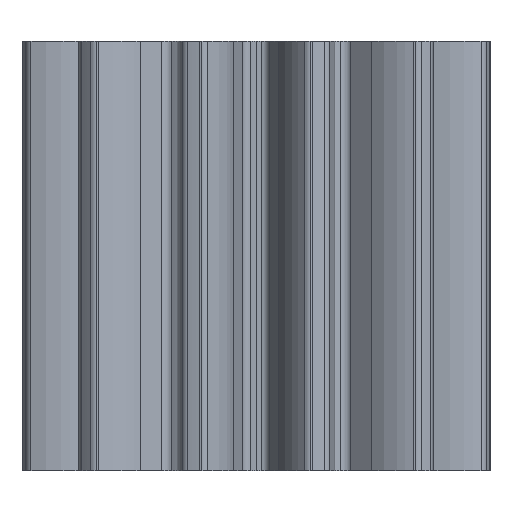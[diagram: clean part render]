
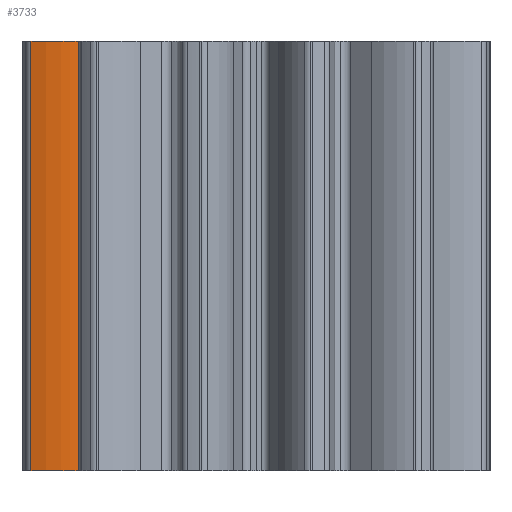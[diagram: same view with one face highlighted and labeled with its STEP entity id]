
A CAD part, left-side view. The second image highlights one B-rep face of the part: STEP entity #3733.
In plain terms, the highlighted free-form (B-spline) face has degree [3, 1] with [5, 2] control points.
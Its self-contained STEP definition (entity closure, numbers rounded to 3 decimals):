
#160 = VERTEX_POINT ( 'NONE', #2707 ) ;
#162 = ORIENTED_EDGE ( 'NONE', *, *, #4436, .F. ) ;
#284 = EDGE_LOOP ( 'NONE', ( #547, #546, #162, #545 ) ) ;
#545 = ORIENTED_EDGE ( 'NONE', *, *, #4441, .T. ) ;
#546 = ORIENTED_EDGE ( 'NONE', *, *, #4432, .F. ) ;
#547 = ORIENTED_EDGE ( 'NONE', *, *, #4437, .T. ) ;
#903 = CARTESIAN_POINT ( 'NONE',  ( -0.862, 2.62, 5. ) ) ;
#904 = CARTESIAN_POINT ( 'NONE',  ( -0.862, 2.62, 0. ) ) ;
#905 = CARTESIAN_POINT ( 'NONE',  ( -0.89, 2.535, 5. ) ) ;
#906 = CARTESIAN_POINT ( 'NONE',  ( -0.89, 2.535, 0. ) ) ;
#907 = CARTESIAN_POINT ( 'NONE',  ( -0.927, 2.351, 5. ) ) ;
#908 = CARTESIAN_POINT ( 'NONE',  ( -0.927, 2.351, 0. ) ) ;
#909 = CARTESIAN_POINT ( 'NONE',  ( -0.913, 2.164, 5. ) ) ;
#910 = CARTESIAN_POINT ( 'NONE',  ( -0.913, 2.164, 0. ) ) ;
#911 = CARTESIAN_POINT ( 'NONE',  ( -0.894, 2.07, 5. ) ) ;
#912 = CARTESIAN_POINT ( 'NONE',  ( -0.894, 2.07, 0. ) ) ;
#2707 = CARTESIAN_POINT ( 'NONE',  ( -0.894, 2.07, 5. ) ) ;
#3256 = CARTESIAN_POINT ( 'NONE',  ( -0.894, 2.07, 0. ) ) ;
#3257 = CARTESIAN_POINT ( 'NONE',  ( -0.862, 2.62, 5. ) ) ;
#3258 = CARTESIAN_POINT ( 'NONE',  ( -0.862, 2.62, 0. ) ) ;
#3443 = LINE ( 'NONE', #3444, #3600 ) ;
#3444 = CARTESIAN_POINT ( 'NONE',  ( -0.894, 2.07, 5. ) ) ;
#3445 = DIRECTION ( 'NONE',  ( 0., 0., -1. ) ) ;
#3451 = CARTESIAN_POINT ( 'NONE',  ( -0.862, 2.62, 5. ) ) ;
#3455 = CARTESIAN_POINT ( 'NONE',  ( -0.89, 2.535, 5. ) ) ;
#3456 = CARTESIAN_POINT ( 'NONE',  ( -0.927, 2.351, 5. ) ) ;
#3457 = CARTESIAN_POINT ( 'NONE',  ( -0.913, 2.164, 5. ) ) ;
#3458 = CARTESIAN_POINT ( 'NONE',  ( -0.894, 2.07, 5. ) ) ;
#3459 = CARTESIAN_POINT ( 'NONE',  ( -0.862, 2.62, 0. ) ) ;
#3460 = CARTESIAN_POINT ( 'NONE',  ( -0.89, 2.535, 0. ) ) ;
#3461 = CARTESIAN_POINT ( 'NONE',  ( -0.927, 2.351, 0. ) ) ;
#3462 = CARTESIAN_POINT ( 'NONE',  ( -0.913, 2.164, 0. ) ) ;
#3463 = CARTESIAN_POINT ( 'NONE',  ( -0.894, 2.07, 0. ) ) ;
#3474 = LINE ( 'NONE', #3475, #3603 ) ;
#3475 = CARTESIAN_POINT ( 'NONE',  ( -0.862, 2.62, 5. ) ) ;
#3476 = DIRECTION ( 'NONE',  ( 0., 0., -1. ) ) ;
#3600 = VECTOR ( 'NONE', #3445, 1000. ) ;
#3603 = VECTOR ( 'NONE', #3476, 1000. ) ;
#3733 = ADVANCED_FACE ( 'NONE', ( #4969 ), #5046, .F. ) ;
#4305 = VERTEX_POINT ( 'NONE', #3256 ) ;
#4306 = VERTEX_POINT ( 'NONE', #3257 ) ;
#4307 = VERTEX_POINT ( 'NONE', #3258 ) ;
#4432 = EDGE_CURVE ( 'NONE', #160, #4305, #3443, .T. ) ;
#4436 = EDGE_CURVE ( 'NONE', #4306, #160, #5062, .T. ) ;
#4437 = EDGE_CURVE ( 'NONE', #4307, #4305, #5063, .T. ) ;
#4441 = EDGE_CURVE ( 'NONE', #4306, #4307, #3474, .T. ) ;
#4969 = FACE_OUTER_BOUND ( 'NONE', #284, .T. ) ;
#5046 = B_SPLINE_SURFACE_WITH_KNOTS ( 'NONE', 3, 1, ( 
 ( #903, #904 ),
 ( #905, #906 ),
 ( #907, #908 ),
 ( #909, #910 ),
 ( #911, #912 ) ),
 .UNSPECIFIED., .F., .F., .F.,
 ( 4, 1, 4 ),
 ( 2, 2 ),
 ( 0., 0.271, 0.561 ),
 ( 0., 1. ),
 .UNSPECIFIED. ) ;
#5062 = B_SPLINE_CURVE_WITH_KNOTS ( 'NONE', 3,
 ( #3451, #3455, #3456, #3457, #3458 ),
 .UNSPECIFIED., .F., .F.,
 ( 4, 1, 4 ),
 ( 0., 0.271, 0.561 ),
 .UNSPECIFIED. ) ;
#5063 = B_SPLINE_CURVE_WITH_KNOTS ( 'NONE', 3,
 ( #3459, #3460, #3461, #3462, #3463 ),
 .UNSPECIFIED., .F., .F.,
 ( 4, 1, 4 ),
 ( 0., 0.271, 0.561 ),
 .UNSPECIFIED. ) ;
